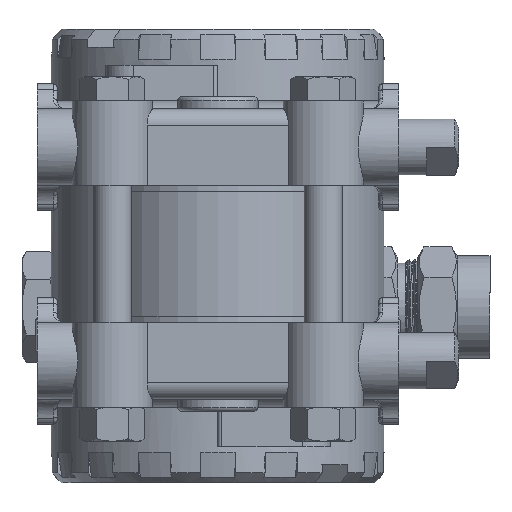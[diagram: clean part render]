
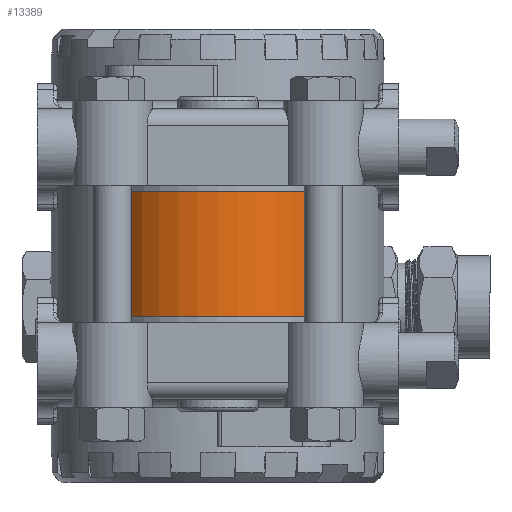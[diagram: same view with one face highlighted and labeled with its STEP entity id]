
A CAD part, front view. The second image highlights one B-rep face of the part: STEP entity #13389.
In plain terms, the highlighted cylindrical face has radius 29.25 mm (diameter 58.5 mm), a full revolution.
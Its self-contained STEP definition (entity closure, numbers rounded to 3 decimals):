
#385=B_SPLINE_CURVE_WITH_KNOTS('',3,(#18897,#18898,#18899,#18900,#18901,
#18902,#18903,#18904,#18905,#18906,#18907,#18908,#18909,#18910,#18911,#18912,
#18913,#18914,#18915,#18916,#18917,#18918,#18919,#18920,#18921,#18922,#18923,
#18924,#18925,#18926,#18927,#18928,#18929,#18930,#18931,#18932,#18933,#18934,
#18935,#18936,#18937,#18938,#18939,#18940,#18941,#18942,#18943,#18944,#18945,
#18946),.UNSPECIFIED.,.T.,.F.,(4,2,2,2,2,2,2,2,2,2,2,2,2,2,2,2,2,2,2,2,
2,2,2,2,4),(-7.642,-7.403,-7.164,-6.686,
-6.209,-5.97,-5.731,-5.493,
-5.254,-4.777,-4.299,-4.06,
-3.821,-3.582,-3.343,-2.865,
-2.388,-2.149,-1.91,-1.672,
-1.433,-0.956,-0.478,-0.239,
0.),.UNSPECIFIED.);
#810=CYLINDRICAL_SURFACE('',#14316,29.25);
#996=LINE('',#18951,#2056);
#2056=VECTOR('',#15509,29.25);
#3209=FACE_BOUND('',#4448,.T.);
#3642=FACE_OUTER_BOUND('',#4447,.T.);
#4447=EDGE_LOOP('',(#9243,#9244,#9245,#9246));
#4448=EDGE_LOOP('',(#9247));
#5335=CIRCLE('',#14317,29.25);
#5336=CIRCLE('',#14318,29.25);
#5812=VERTEX_POINT('',#18895);
#5813=VERTEX_POINT('',#18948);
#5814=VERTEX_POINT('',#18950);
#7159=EDGE_CURVE('',#5812,#5812,#385,.T.);
#7160=EDGE_CURVE('',#5813,#5813,#5335,.T.);
#7161=EDGE_CURVE('',#5813,#5814,#996,.T.);
#7162=EDGE_CURVE('',#5814,#5814,#5336,.F.);
#9243=ORIENTED_EDGE('',*,*,#7160,.F.);
#9244=ORIENTED_EDGE('',*,*,#7161,.T.);
#9245=ORIENTED_EDGE('',*,*,#7162,.F.);
#9246=ORIENTED_EDGE('',*,*,#7161,.F.);
#9247=ORIENTED_EDGE('',*,*,#7159,.F.);
#13389=ADVANCED_FACE('',(#3642,#3209),#810,.T.);
#14316=AXIS2_PLACEMENT_3D('',#18947,#15505,#15506);
#14317=AXIS2_PLACEMENT_3D('',#18949,#15507,#15508);
#14318=AXIS2_PLACEMENT_3D('',#18952,#15510,#15511);
#15505=DIRECTION('center_axis',(-1.,0.,0.));
#15506=DIRECTION('ref_axis',(0.,0.,1.));
#15507=DIRECTION('center_axis',(-1.,0.,0.));
#15508=DIRECTION('ref_axis',(0.,-1.,0.));
#15509=DIRECTION('',(1.,0.,0.));
#15510=DIRECTION('center_axis',(-1.,0.,0.));
#15511=DIRECTION('ref_axis',(0.,-1.,0.));
#18895=CARTESIAN_POINT('',(47.,-69.697,-12.5));
#18897=CARTESIAN_POINT('Ctrl Pts',(47.,-69.697,-12.5));
#18898=CARTESIAN_POINT('Ctrl Pts',(46.203,-69.697,-12.5));
#18899=CARTESIAN_POINT('Ctrl Pts',(45.384,-69.66,-12.423));
#18900=CARTESIAN_POINT('Ctrl Pts',(43.76,-69.512,-12.101));
#18901=CARTESIAN_POINT('Ctrl Pts',(42.956,-69.401,-11.857));
#18902=CARTESIAN_POINT('Ctrl Pts',(40.652,-68.988,-10.896));
#18903=CARTESIAN_POINT('Ctrl Pts',(39.26,-68.608,-9.938));
#18904=CARTESIAN_POINT('Ctrl Pts',(37.063,-67.911,-7.741));
#18905=CARTESIAN_POINT('Ctrl Pts',(36.104,-67.547,-6.349));
#18906=CARTESIAN_POINT('Ctrl Pts',(35.143,-67.162,-4.043));
#18907=CARTESIAN_POINT('Ctrl Pts',(34.899,-67.06,-3.239));
#18908=CARTESIAN_POINT('Ctrl Pts',(34.577,-66.925,-1.615));
#18909=CARTESIAN_POINT('Ctrl Pts',(34.5,-66.892,-0.795));
#18910=CARTESIAN_POINT('Ctrl Pts',(34.5,-66.892,0.795));
#18911=CARTESIAN_POINT('Ctrl Pts',(34.577,-66.925,1.615));
#18912=CARTESIAN_POINT('Ctrl Pts',(34.899,-67.06,3.239));
#18913=CARTESIAN_POINT('Ctrl Pts',(35.143,-67.162,4.043));
#18914=CARTESIAN_POINT('Ctrl Pts',(36.104,-67.547,6.349));
#18915=CARTESIAN_POINT('Ctrl Pts',(37.063,-67.911,7.741));
#18916=CARTESIAN_POINT('Ctrl Pts',(39.26,-68.608,9.938));
#18917=CARTESIAN_POINT('Ctrl Pts',(40.652,-68.988,10.896));
#18918=CARTESIAN_POINT('Ctrl Pts',(42.956,-69.401,11.857));
#18919=CARTESIAN_POINT('Ctrl Pts',(43.76,-69.512,12.101));
#18920=CARTESIAN_POINT('Ctrl Pts',(45.384,-69.66,12.423));
#18921=CARTESIAN_POINT('Ctrl Pts',(46.203,-69.697,12.5));
#18922=CARTESIAN_POINT('Ctrl Pts',(47.797,-69.697,12.5));
#18923=CARTESIAN_POINT('Ctrl Pts',(48.616,-69.66,12.423));
#18924=CARTESIAN_POINT('Ctrl Pts',(50.24,-69.512,12.101));
#18925=CARTESIAN_POINT('Ctrl Pts',(51.044,-69.401,11.857));
#18926=CARTESIAN_POINT('Ctrl Pts',(53.348,-68.988,10.896));
#18927=CARTESIAN_POINT('Ctrl Pts',(54.74,-68.608,9.938));
#18928=CARTESIAN_POINT('Ctrl Pts',(56.937,-67.911,7.741));
#18929=CARTESIAN_POINT('Ctrl Pts',(57.896,-67.547,6.349));
#18930=CARTESIAN_POINT('Ctrl Pts',(58.857,-67.162,4.043));
#18931=CARTESIAN_POINT('Ctrl Pts',(59.101,-67.06,3.239));
#18932=CARTESIAN_POINT('Ctrl Pts',(59.423,-66.925,1.615));
#18933=CARTESIAN_POINT('Ctrl Pts',(59.5,-66.892,0.795));
#18934=CARTESIAN_POINT('Ctrl Pts',(59.5,-66.892,-0.795));
#18935=CARTESIAN_POINT('Ctrl Pts',(59.423,-66.925,-1.615));
#18936=CARTESIAN_POINT('Ctrl Pts',(59.101,-67.06,-3.239));
#18937=CARTESIAN_POINT('Ctrl Pts',(58.857,-67.162,-4.043));
#18938=CARTESIAN_POINT('Ctrl Pts',(57.896,-67.547,-6.349));
#18939=CARTESIAN_POINT('Ctrl Pts',(56.937,-67.911,-7.741));
#18940=CARTESIAN_POINT('Ctrl Pts',(54.74,-68.608,-9.938));
#18941=CARTESIAN_POINT('Ctrl Pts',(53.348,-68.988,-10.896));
#18942=CARTESIAN_POINT('Ctrl Pts',(51.044,-69.401,-11.857));
#18943=CARTESIAN_POINT('Ctrl Pts',(50.24,-69.512,-12.101));
#18944=CARTESIAN_POINT('Ctrl Pts',(48.616,-69.66,-12.423));
#18945=CARTESIAN_POINT('Ctrl Pts',(47.797,-69.697,-12.5));
#18946=CARTESIAN_POINT('Ctrl Pts',(47.,-69.697,-12.5));
#18947=CARTESIAN_POINT('Origin',(47.,-96.142,0.));
#18948=CARTESIAN_POINT('',(31.5,-96.142,-29.25));
#18949=CARTESIAN_POINT('Origin',(31.5,-96.142,0.));
#18950=CARTESIAN_POINT('',(62.5,-96.142,-29.25));
#18951=CARTESIAN_POINT('',(47.,-96.142,-29.25));
#18952=CARTESIAN_POINT('Origin',(62.5,-96.142,0.));
